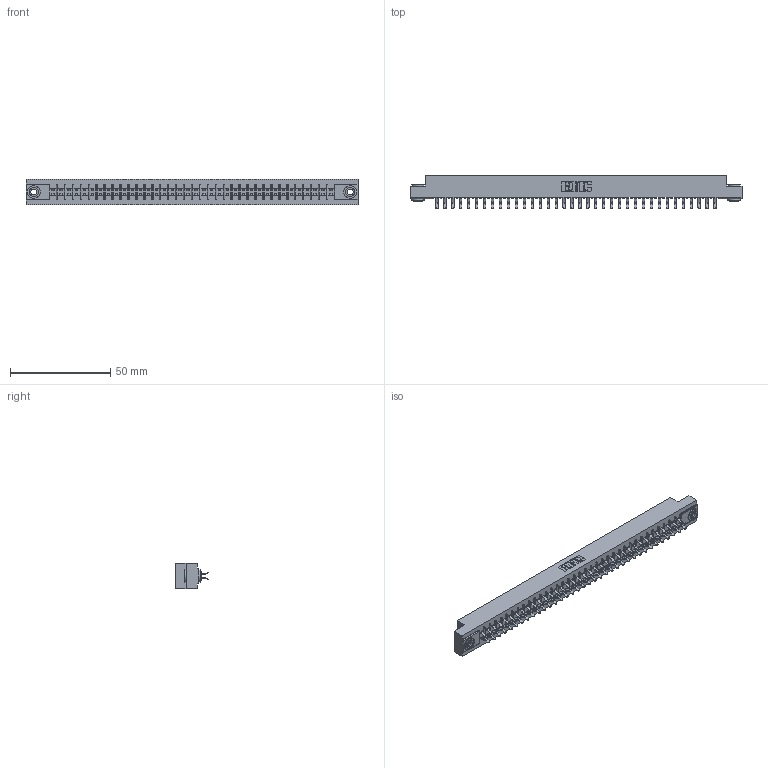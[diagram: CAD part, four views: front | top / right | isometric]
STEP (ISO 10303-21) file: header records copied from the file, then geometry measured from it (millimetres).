
FILE_DESCRIPTION (( 'STEP AP203' ), '1' );
FILE_NAME ('315-072-556-203.STEP', '2019-09-10T21:55:36', ( '' ), ( '' ), 'SwSTEP 2.0', 'SolidWorks 2016', '' );
FILE_SCHEMA (( 'CONFIG_CONTROL_DESIGN' ));
Length unit declared in the file: inch
Products named in the file (4): 305 Part_.156 Dia; 315-072-556-203; 305-290-001_556; 345-250-002_345-250-002-102
Assembly tree (75 placements, depth 2):
  315-072-556-203
    305 Part_.156 Dia
    305-290-001_556  x72
    345-250-002_345-250-002-102  x2
Bounding box: 165.66 x 16.64 x 12.7 mm (x, y, z)
Volume: 17239.1 mm3; surface area: 22062.5 mm2
Topology: 75 solids, 75 shells, 4200 faces, 12056 edges, 7840 vertices
Faces by surface type: plane 2324, cylinder 1724, sphere 144, cone 8
Entity records: 40996 total; most frequent: CARTESIAN_POINT 6767, ORIENTED_EDGE 6708, DIRECTION 6570, EDGE_CURVE 3354, LINE 2692, VECTOR 2692, VERTEX_POINT 2136, AXIS2_PLACEMENT_3D 1939
